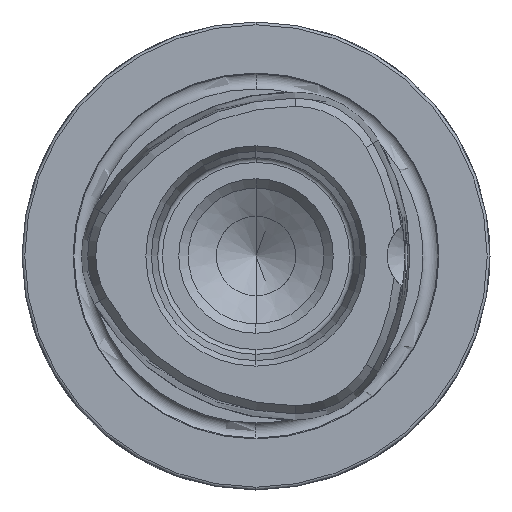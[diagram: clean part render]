
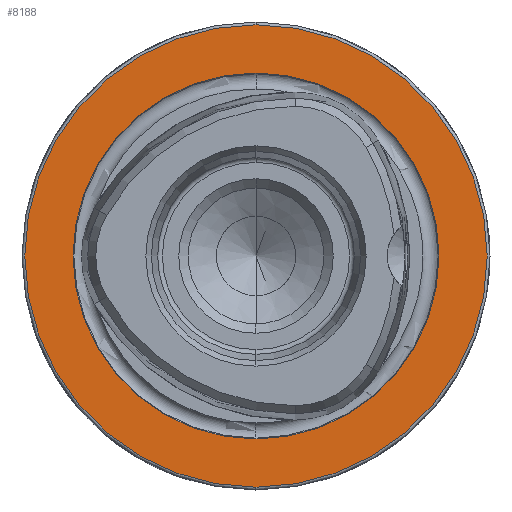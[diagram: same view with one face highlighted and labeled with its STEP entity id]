
A CAD part, left-side view. The second image highlights one B-rep face of the part: STEP entity #8188.
In plain terms, the highlighted planar face has unit normal (-1, 0, 0).
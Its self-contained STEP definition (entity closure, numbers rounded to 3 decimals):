
#200 = CIRCLE ( 'NONE', #4887, 24.7 ) ;
#249 = CIRCLE ( 'NONE', #8435, 19.55 ) ;
#1655 = CARTESIAN_POINT ( 'NONE',  ( 0., 0., 0. ) ) ;
#1656 = DIRECTION ( 'NONE',  ( -1., 0., 0. ) ) ;
#1657 = DIRECTION ( 'NONE',  ( 0., 0., 1. ) ) ;
#1660 = CARTESIAN_POINT ( 'NONE',  ( 0., 0., 0. ) ) ;
#1661 = DIRECTION ( 'NONE',  ( -1., 0., 0. ) ) ;
#1662 = DIRECTION ( 'NONE',  ( 0., 0., 1. ) ) ;
#1723 = EDGE_LOOP ( 'NONE', ( #5151, #5152 ) ) ;
#1732 = EDGE_LOOP ( 'NONE', ( #5149, #5150 ) ) ;
#4126 = CIRCLE ( 'NONE', #8466, 19.55 ) ;
#4132 = CIRCLE ( 'NONE', #8467, 24.7 ) ;
#4482 = EDGE_CURVE ( 'NONE', #8924, #8923, #200, .T. ) ;
#4518 = EDGE_CURVE ( 'NONE', #8921, #8919, #249, .T. ) ;
#4634 = EDGE_CURVE ( 'NONE', #8919, #8921, #4126, .T. ) ;
#4637 = EDGE_CURVE ( 'NONE', #8923, #8924, #4132, .T. ) ;
#4887 = AXIS2_PLACEMENT_3D ( 'NONE', #4996, #4997, #4998 ) ;
#4996 = CARTESIAN_POINT ( 'NONE',  ( 0., 0., 0. ) ) ;
#4997 = DIRECTION ( 'NONE',  ( -1., 0., 0. ) ) ;
#4998 = DIRECTION ( 'NONE',  ( 0., 0., 1. ) ) ;
#5149 = ORIENTED_EDGE ( 'NONE', *, *, #4518, .F. ) ;
#5150 = ORIENTED_EDGE ( 'NONE', *, *, #4634, .F. ) ;
#5151 = ORIENTED_EDGE ( 'NONE', *, *, #4637, .T. ) ;
#5152 = ORIENTED_EDGE ( 'NONE', *, *, #4482, .T. ) ;
#6236 = CARTESIAN_POINT ( 'NONE',  ( 0., 0., 0. ) ) ;
#6237 = DIRECTION ( 'NONE',  ( -1., 0., 0. ) ) ;
#6238 = DIRECTION ( 'NONE',  ( 0., 0., 1. ) ) ;
#7287 = PLANE ( 'NONE',  #8658 ) ;
#7289 = CARTESIAN_POINT ( 'NONE',  ( 0., 19.55, 0. ) ) ;
#7294 = DIRECTION ( 'NONE',  ( 1., 0., 0. ) ) ;
#7295 = DIRECTION ( 'NONE',  ( 0., 0., -1. ) ) ;
#7746 = CARTESIAN_POINT ( 'NONE',  ( 0., 0., -19.55 ) ) ;
#7748 = CARTESIAN_POINT ( 'NONE',  ( 0., 0., 19.55 ) ) ;
#7750 = CARTESIAN_POINT ( 'NONE',  ( 0., 0., 24.7 ) ) ;
#7751 = CARTESIAN_POINT ( 'NONE',  ( 0., 0., -24.7 ) ) ;
#8188 = ADVANCED_FACE ( 'NONE', ( #9475, #9487 ), #7287, .F. ) ;
#8435 = AXIS2_PLACEMENT_3D ( 'NONE', #6236, #6237, #6238 ) ;
#8466 = AXIS2_PLACEMENT_3D ( 'NONE', #1655, #1656, #1657 ) ;
#8467 = AXIS2_PLACEMENT_3D ( 'NONE', #1660, #1661, #1662 ) ;
#8658 = AXIS2_PLACEMENT_3D ( 'NONE', #7289, #7294, #7295 ) ;
#8919 = VERTEX_POINT ( 'NONE', #7746 ) ;
#8921 = VERTEX_POINT ( 'NONE', #7748 ) ;
#8923 = VERTEX_POINT ( 'NONE', #7750 ) ;
#8924 = VERTEX_POINT ( 'NONE', #7751 ) ;
#9475 = FACE_BOUND ( 'NONE', #1732, .T. ) ;
#9487 = FACE_OUTER_BOUND ( 'NONE', #1723, .T. ) ;
